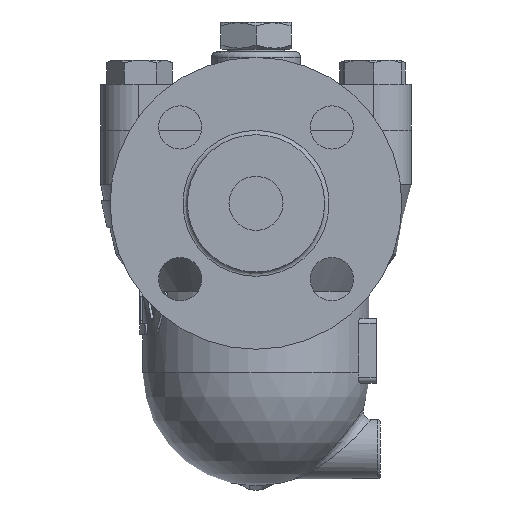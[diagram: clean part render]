
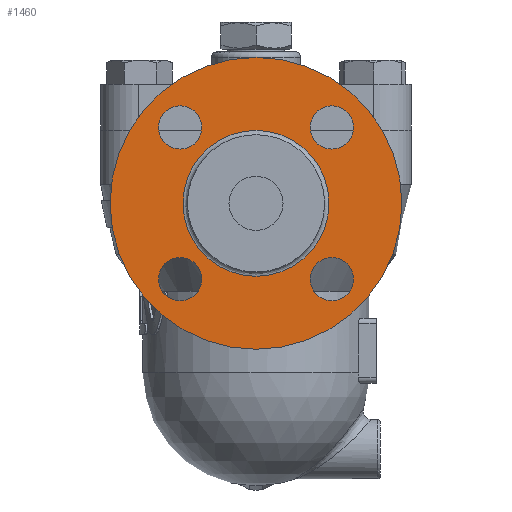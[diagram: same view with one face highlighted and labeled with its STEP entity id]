
A CAD part, left-side view. The second image highlights one B-rep face of the part: STEP entity #1460.
In plain terms, the highlighted planar face has unit normal (-1, 0, 0).
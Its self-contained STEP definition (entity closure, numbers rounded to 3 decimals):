
#1374=CARTESIAN_POINT('',(-142.9,0.,0.));
#1375=VERTEX_POINT('',#1374);
#1376=CARTESIAN_POINT('',(-142.9,0.0,-27.));
#1377=DIRECTION('',(-1.0,0.0,0.0));
#1378=DIRECTION('',(0.0,0.0,-1.0));
#1379=AXIS2_PLACEMENT_3D('',#1376,#1377,#1378);
#1380=CIRCLE('',#1379,27.0);
#1381=EDGE_CURVE('',#1375,#1375,#1380,.T.);
#1397=CARTESIAN_POINT('',(-142.9,0.0,12.7));
#1398=DIRECTION('',(-1.0,0.0,0.0));
#1399=DIRECTION('',(0.0,0.0,1.0));
#1400=AXIS2_PLACEMENT_3D('',#1397,#1398,#1399);
#1401=PLANE('',#1400);
#1402=CARTESIAN_POINT('',(-142.9,0.0,27.));
#1403=VERTEX_POINT('',#1402);
#1404=CARTESIAN_POINT('',(-142.9,0.0,-27.));
#1405=DIRECTION('',(-1.0,0.0,0.0));
#1406=DIRECTION('',(0.0,0.0,1.0));
#1407=AXIS2_PLACEMENT_3D('',#1404,#1405,#1406);
#1408=CIRCLE('',#1407,54.0);
#1409=EDGE_CURVE('',#1403,#1403,#1408,.T.);
#1410=ORIENTED_EDGE('',*,*,#1409,.T.);
#1411=EDGE_LOOP('',(#1410));
#1412=FACE_OUTER_BOUND('',#1411,.T.);
#1413=CARTESIAN_POINT('',(-142.9,-28.072,9.072));
#1414=VERTEX_POINT('',#1413);
#1415=CARTESIAN_POINT('',(-142.9,-28.072,1.072));
#1416=DIRECTION('',(1.0,0.0,0.0));
#1417=DIRECTION('',(0.0,0.0,1.0));
#1418=AXIS2_PLACEMENT_3D('',#1415,#1416,#1417);
#1419=CIRCLE('',#1418,8.0);
#1420=EDGE_CURVE('',#1414,#1414,#1419,.T.);
#1421=ORIENTED_EDGE('',*,*,#1420,.T.);
#1422=EDGE_LOOP('',(#1421));
#1423=FACE_BOUND('',#1422,.T.);
#1424=CARTESIAN_POINT('',(-142.9,36.072,1.072));
#1425=VERTEX_POINT('',#1424);
#1426=CARTESIAN_POINT('',(-142.9,28.072,1.072));
#1427=DIRECTION('',(1.0,0.0,0.0));
#1428=DIRECTION('',(0.0,1.0,0.0));
#1429=AXIS2_PLACEMENT_3D('',#1426,#1427,#1428);
#1430=CIRCLE('',#1429,8.0);
#1431=EDGE_CURVE('',#1425,#1425,#1430,.T.);
#1432=ORIENTED_EDGE('',*,*,#1431,.T.);
#1433=EDGE_LOOP('',(#1432));
#1434=FACE_BOUND('',#1433,.T.);
#1435=CARTESIAN_POINT('',(-142.9,28.072,-63.072));
#1436=VERTEX_POINT('',#1435);
#1437=CARTESIAN_POINT('',(-142.9,28.072,-55.072));
#1438=DIRECTION('',(1.0,0.0,0.0));
#1439=DIRECTION('',(0.0,0.0,-1.0));
#1440=AXIS2_PLACEMENT_3D('',#1437,#1438,#1439);
#1441=CIRCLE('',#1440,8.0);
#1442=EDGE_CURVE('',#1436,#1436,#1441,.T.);
#1443=ORIENTED_EDGE('',*,*,#1442,.T.);
#1444=EDGE_LOOP('',(#1443));
#1445=FACE_BOUND('',#1444,.T.);
#1446=CARTESIAN_POINT('',(-142.9,-36.072,-55.072));
#1447=VERTEX_POINT('',#1446);
#1448=CARTESIAN_POINT('',(-142.9,-28.072,-55.072));
#1449=DIRECTION('',(1.0,0.0,0.0));
#1450=DIRECTION('',(0.0,-1.0,0.0));
#1451=AXIS2_PLACEMENT_3D('',#1448,#1449,#1450);
#1452=CIRCLE('',#1451,8.0);
#1453=EDGE_CURVE('',#1447,#1447,#1452,.T.);
#1454=ORIENTED_EDGE('',*,*,#1453,.T.);
#1455=EDGE_LOOP('',(#1454));
#1456=FACE_BOUND('',#1455,.T.);
#1457=ORIENTED_EDGE('',*,*,#1381,.F.);
#1458=EDGE_LOOP('',(#1457));
#1459=FACE_BOUND('',#1458,.T.);
#1460=ADVANCED_FACE('',(#1412,#1423,#1434,#1445,#1456,#1459),#1401,.T.);
